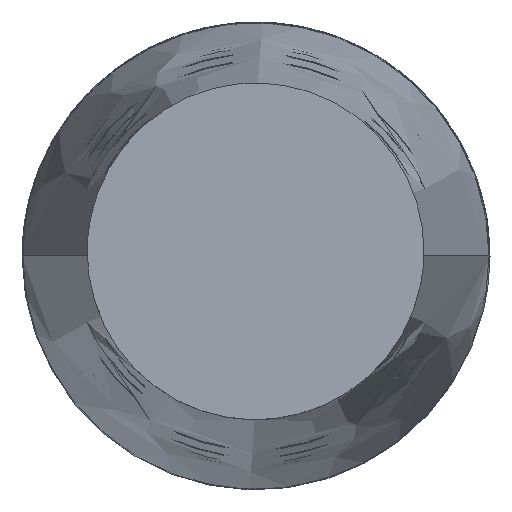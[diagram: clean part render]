
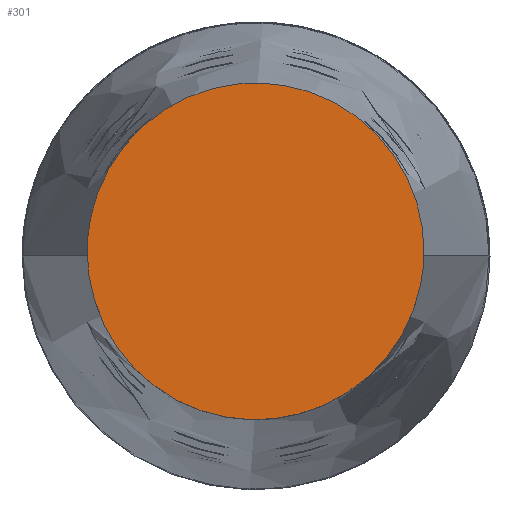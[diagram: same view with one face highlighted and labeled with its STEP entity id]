
A CAD part, top view. The second image highlights one B-rep face of the part: STEP entity #301.
In plain terms, the highlighted planar face has unit normal (0, 0, 1).
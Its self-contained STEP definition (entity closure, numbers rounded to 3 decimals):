
#301=ADVANCED_FACE('',(#629),#4382,.T.);
#629=FACE_OUTER_BOUND('',#926,.T.);
#926=EDGE_LOOP('',(#1509,#1510));
#1509=ORIENTED_EDGE('',*,*,#2678,.T.);
#1510=ORIENTED_EDGE('',*,*,#2681,.T.);
#2678=EDGE_CURVE('',#4059,#4061,#3566,.T.);
#2681=EDGE_CURVE('',#4061,#4059,#3569,.T.);
#3566=(
BOUNDED_CURVE()
B_SPLINE_CURVE(2,(#9055,#9056,#9057,#9058,#9059),.UNSPECIFIED.,.F.,.F.)
B_SPLINE_CURVE_WITH_KNOTS((3,2,3),(0.,70.689,141.379),
 .UNSPECIFIED.)
CURVE()
GEOMETRIC_REPRESENTATION_ITEM()
RATIONAL_B_SPLINE_CURVE((1.,0.707,1.,0.707,1.))
REPRESENTATION_ITEM('')
);
#3569=(
BOUNDED_CURVE()
B_SPLINE_CURVE(2,(#9067,#9068,#9069,#9070,#9071),.UNSPECIFIED.,.F.,.F.)
B_SPLINE_CURVE_WITH_KNOTS((3,2,3),(141.379,212.068,282.758),
 .UNSPECIFIED.)
CURVE()
GEOMETRIC_REPRESENTATION_ITEM()
RATIONAL_B_SPLINE_CURVE((1.,0.707,1.,0.707,1.))
REPRESENTATION_ITEM('')
);
#4059=VERTEX_POINT('',#9045);
#4061=VERTEX_POINT('',#9047);
#4382=PLANE('',#4714);
#4714=AXIS2_PLACEMENT_3D('',#9033,#4803,$);
#4803=DIRECTION('',(0.,0.,1.));
#9033=CARTESIAN_POINT('',(-94.354,-94.354,766.7));
#9045=CARTESIAN_POINT('',(-75.483,0.,766.7));
#9047=CARTESIAN_POINT('',(75.483,0.,766.7));
#9055=CARTESIAN_POINT('',(-75.483,0.,766.7));
#9056=CARTESIAN_POINT('',(-75.483,-75.483,766.7));
#9057=CARTESIAN_POINT('',(0.,-75.483,766.7));
#9058=CARTESIAN_POINT('',(75.483,-75.483,766.7));
#9059=CARTESIAN_POINT('',(75.483,0.,766.7));
#9067=CARTESIAN_POINT('',(75.483,0.,766.7));
#9068=CARTESIAN_POINT('',(75.483,75.483,766.7));
#9069=CARTESIAN_POINT('',(0.,75.483,766.7));
#9070=CARTESIAN_POINT('',(-75.483,75.483,766.7));
#9071=CARTESIAN_POINT('',(-75.483,0.,766.7));
